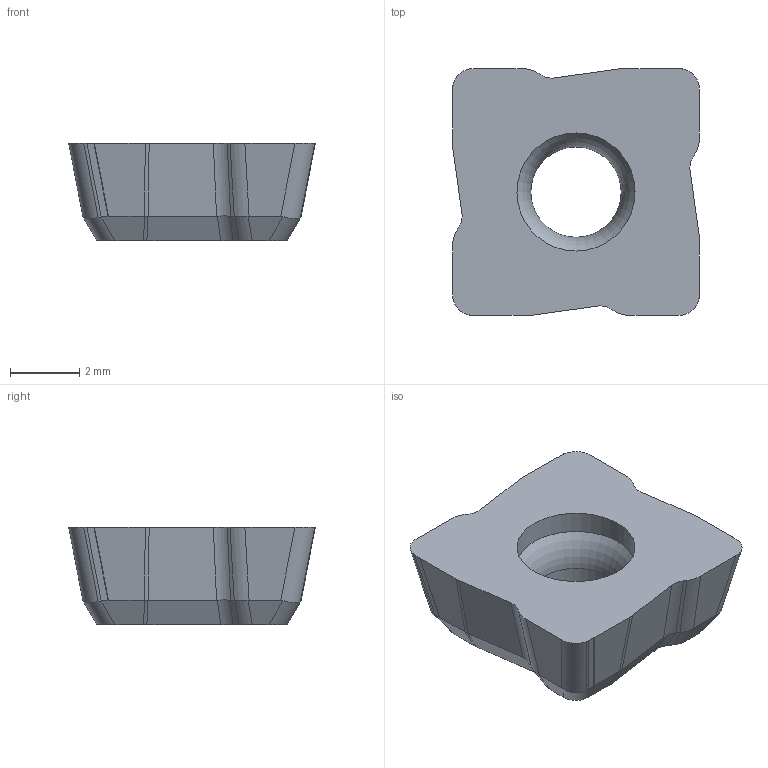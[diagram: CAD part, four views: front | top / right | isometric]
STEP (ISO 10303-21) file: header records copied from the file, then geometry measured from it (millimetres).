
FILE_DESCRIPTION(/* description */ (''),/* implementation_level */ '2;1');
FILE_NAME(/* name */ 'TCF070306CPV34_GTM.stp',/* time_stamp */ '2017-07-12T18:30:06+05:00',/* author */ (''),/* organization */ (''),/* preprocessor_version */ 'ST-DEVELOPER v15',/* originating_system */ 'SIEMENS PLM Software NX 9.0',/* authorisation */ '');
FILE_SCHEMA (('AUTOMOTIVE_DESIGN { 1 0 10303 214 3 1 1 1 }'));
Length unit declared in the file: millimetre
Products named in the file (1): TCF070306CPV34_GTM
Bounding box: 7.1 x 7.1 x 2.8 mm (x, y, z)
Volume: 94.4 mm3; surface area: 162.9 mm2
Topology: 1 solids, 1 shells, 81 faces, 280 edges, 245 vertices
Faces by surface type: cylinder 42, plane 38, torus 1
Full cylindrical faces by diameter (mm): 2.6 x1, 3.4 x1
Entity records: 3178 total; most frequent: DIRECTION 560, CARTESIAN_POINT 528, ORIENTED_EDGE 464, EDGE_CURVE 232, AXIS2_PLACEMENT_3D 204, VERTEX_POINT 156, LINE 152, VECTOR 152
